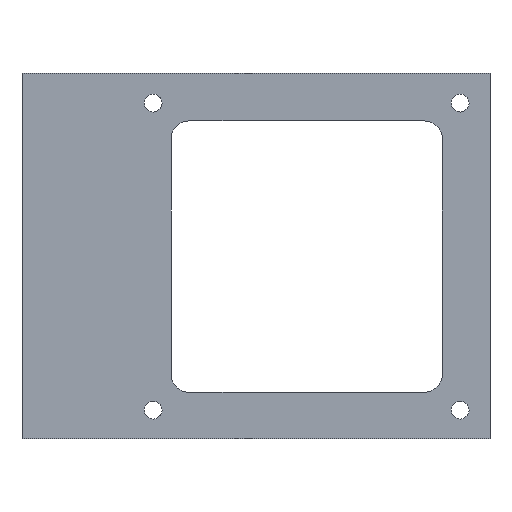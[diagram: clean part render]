
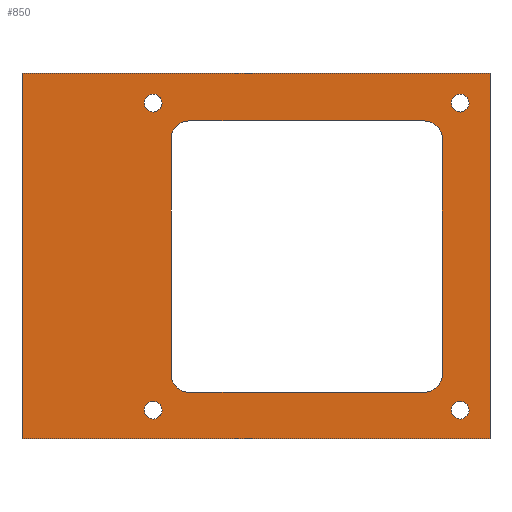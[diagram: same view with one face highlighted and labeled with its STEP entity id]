
A CAD part, front view. The second image highlights one B-rep face of the part: STEP entity #850.
In plain terms, the highlighted planar face has unit normal (0, -1, 0).
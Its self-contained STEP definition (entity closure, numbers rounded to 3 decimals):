
#24=FACE_BOUND('',#159,.T.);
#25=FACE_BOUND('',#160,.T.);
#26=FACE_BOUND('',#161,.T.);
#27=FACE_BOUND('',#162,.T.);
#28=FACE_BOUND('',#163,.T.);
#51=PLANE('',#951);
#107=FACE_OUTER_BOUND('',#158,.T.);
#158=EDGE_LOOP('',(#788,#789,#790,#791));
#159=EDGE_LOOP('',(#792,#793,#794,#795,#796,#797,#798,#799));
#160=EDGE_LOOP('',(#800));
#161=EDGE_LOOP('',(#801));
#162=EDGE_LOOP('',(#802));
#163=EDGE_LOOP('',(#803));
#179=LINE('',#1259,#262);
#184=LINE('',#1274,#267);
#186=LINE('',#1282,#269);
#189=LINE('',#1291,#272);
#237=LINE('',#1417,#320);
#240=LINE('',#1423,#323);
#243=LINE('',#1429,#326);
#246=LINE('',#1433,#329);
#262=VECTOR('',#1023,10.);
#267=VECTOR('',#1036,10.);
#269=VECTOR('',#1046,10.);
#272=VECTOR('',#1057,10.);
#320=VECTOR('',#1173,10.);
#323=VECTOR('',#1178,10.);
#326=VECTOR('',#1183,10.);
#329=VECTOR('',#1188,10.);
#343=CIRCLE('',#899,3.);
#345=CIRCLE('',#903,3.);
#347=CIRCLE('',#907,3.);
#349=CIRCLE('',#911,3.);
#352=CIRCLE('',#917,1.5);
#356=CIRCLE('',#925,1.5);
#360=CIRCLE('',#933,1.5);
#363=CIRCLE('',#940,1.5);
#385=VERTEX_POINT('',#1249);
#386=VERTEX_POINT('',#1251);
#388=VERTEX_POINT('',#1257);
#391=VERTEX_POINT('',#1264);
#392=VERTEX_POINT('',#1266);
#394=VERTEX_POINT('',#1272);
#396=VERTEX_POINT('',#1278);
#398=VERTEX_POINT('',#1287);
#406=VERTEX_POINT('',#1309);
#416=VERTEX_POINT('',#1338);
#426=VERTEX_POINT('',#1367);
#436=VERTEX_POINT('',#1395);
#441=VERTEX_POINT('',#1414);
#442=VERTEX_POINT('',#1416);
#444=VERTEX_POINT('',#1422);
#446=VERTEX_POINT('',#1428);
#472=EDGE_CURVE('',#385,#386,#343,.T.);
#476=EDGE_CURVE('',#385,#388,#179,.T.);
#479=EDGE_CURVE('',#391,#392,#345,.T.);
#483=EDGE_CURVE('',#391,#394,#184,.T.);
#486=EDGE_CURVE('',#396,#394,#347,.T.);
#487=EDGE_CURVE('',#396,#386,#186,.T.);
#491=EDGE_CURVE('',#398,#388,#349,.T.);
#492=EDGE_CURVE('',#398,#392,#189,.T.);
#502=EDGE_CURVE('',#406,#406,#352,.T.);
#517=EDGE_CURVE('',#416,#416,#356,.T.);
#532=EDGE_CURVE('',#426,#426,#360,.T.);
#546=EDGE_CURVE('',#436,#436,#363,.T.);
#556=EDGE_CURVE('',#442,#441,#237,.T.);
#559=EDGE_CURVE('',#444,#442,#240,.T.);
#562=EDGE_CURVE('',#446,#444,#243,.T.);
#565=EDGE_CURVE('',#441,#446,#246,.T.);
#788=ORIENTED_EDGE('',*,*,#565,.T.);
#789=ORIENTED_EDGE('',*,*,#562,.T.);
#790=ORIENTED_EDGE('',*,*,#559,.T.);
#791=ORIENTED_EDGE('',*,*,#556,.T.);
#792=ORIENTED_EDGE('',*,*,#492,.T.);
#793=ORIENTED_EDGE('',*,*,#479,.F.);
#794=ORIENTED_EDGE('',*,*,#483,.T.);
#795=ORIENTED_EDGE('',*,*,#486,.F.);
#796=ORIENTED_EDGE('',*,*,#487,.T.);
#797=ORIENTED_EDGE('',*,*,#472,.F.);
#798=ORIENTED_EDGE('',*,*,#476,.T.);
#799=ORIENTED_EDGE('',*,*,#491,.F.);
#800=ORIENTED_EDGE('',*,*,#532,.T.);
#801=ORIENTED_EDGE('',*,*,#517,.T.);
#802=ORIENTED_EDGE('',*,*,#502,.T.);
#803=ORIENTED_EDGE('',*,*,#546,.T.);
#850=ADVANCED_FACE('',(#107,#24,#25,#26,#27,#28),#51,.T.);
#899=AXIS2_PLACEMENT_3D('',#1252,#1016,#1017);
#903=AXIS2_PLACEMENT_3D('',#1267,#1029,#1030);
#907=AXIS2_PLACEMENT_3D('',#1280,#1042,#1043);
#911=AXIS2_PLACEMENT_3D('',#1289,#1053,#1054);
#917=AXIS2_PLACEMENT_3D('',#1311,#1073,#1074);
#925=AXIS2_PLACEMENT_3D('',#1340,#1100,#1101);
#933=AXIS2_PLACEMENT_3D('',#1369,#1127,#1128);
#940=AXIS2_PLACEMENT_3D('',#1397,#1152,#1153);
#951=AXIS2_PLACEMENT_3D('',#1435,#1191,#1192);
#1016=DIRECTION('center_axis',(0.,-1.,0.));
#1017=DIRECTION('ref_axis',(0.707,0.,-0.707));
#1023=DIRECTION('',(-1.,0.,0.));
#1029=DIRECTION('center_axis',(0.,-1.,0.));
#1030=DIRECTION('ref_axis',(-0.707,0.,0.707));
#1036=DIRECTION('',(1.,0.,0.));
#1042=DIRECTION('center_axis',(0.,-1.,0.));
#1043=DIRECTION('ref_axis',(0.707,0.,0.707));
#1046=DIRECTION('',(0.,0.,-1.));
#1053=DIRECTION('center_axis',(0.,-1.,0.));
#1054=DIRECTION('ref_axis',(-0.707,0.,-0.707));
#1057=DIRECTION('',(0.,0.,1.));
#1073=DIRECTION('center_axis',(0.,1.,0.));
#1074=DIRECTION('ref_axis',(1.,0.,0.));
#1100=DIRECTION('center_axis',(0.,1.,0.));
#1101=DIRECTION('ref_axis',(1.,0.,0.));
#1127=DIRECTION('center_axis',(0.,1.,0.));
#1128=DIRECTION('ref_axis',(1.,0.,0.));
#1152=DIRECTION('center_axis',(0.,1.,0.));
#1153=DIRECTION('ref_axis',(1.,0.,0.));
#1173=DIRECTION('',(1.,0.,0.));
#1178=DIRECTION('',(0.,0.,-1.));
#1183=DIRECTION('',(-1.,0.,0.));
#1188=DIRECTION('',(0.,0.,1.));
#1191=DIRECTION('center_axis',(0.,-1.,0.));
#1192=DIRECTION('ref_axis',(0.,0.,-1.));
#1249=CARTESIAN_POINT('',(55.5,-12.,-53.5));
#1251=CARTESIAN_POINT('',(58.5,-12.,-50.5));
#1252=CARTESIAN_POINT('Origin',(55.5,-12.,-50.5));
#1257=CARTESIAN_POINT('',(16.,-12.,-53.5));
#1259=CARTESIAN_POINT('',(20.125,-12.,-53.5));
#1264=CARTESIAN_POINT('',(16.,-12.,-8.));
#1266=CARTESIAN_POINT('',(13.,-12.,-11.));
#1267=CARTESIAN_POINT('Origin',(16.,-12.,-11.));
#1272=CARTESIAN_POINT('',(55.5,-12.,-8.));
#1274=CARTESIAN_POINT('',(42.875,-12.,-8.));
#1278=CARTESIAN_POINT('',(58.5,-12.,-11.));
#1280=CARTESIAN_POINT('Origin',(55.5,-12.,-11.));
#1282=CARTESIAN_POINT('',(58.5,-12.,-42.075));
#1287=CARTESIAN_POINT('',(13.,-12.,-50.5));
#1289=CARTESIAN_POINT('Origin',(16.,-12.,-50.5));
#1291=CARTESIAN_POINT('',(13.,-12.,-19.325));
#1309=CARTESIAN_POINT('',(8.5,-12.,-5.));
#1311=CARTESIAN_POINT('Origin',(10.,-12.,-5.));
#1338=CARTESIAN_POINT('',(60.,-12.,-5.));
#1340=CARTESIAN_POINT('Origin',(61.5,-12.,-5.));
#1367=CARTESIAN_POINT('',(60.,-12.,-56.5));
#1369=CARTESIAN_POINT('Origin',(61.5,-12.,-56.5));
#1395=CARTESIAN_POINT('',(8.5,-12.,-56.5));
#1397=CARTESIAN_POINT('Origin',(10.,-12.,-56.5));
#1414=CARTESIAN_POINT('',(66.5,-12.,-61.3));
#1416=CARTESIAN_POINT('',(-12.,-12.,-61.3));
#1417=CARTESIAN_POINT('',(66.5,-12.,-61.3));
#1422=CARTESIAN_POINT('',(-12.,-12.,0.));
#1423=CARTESIAN_POINT('',(-12.,-12.,-61.3));
#1428=CARTESIAN_POINT('',(66.5,-12.,0.));
#1429=CARTESIAN_POINT('',(-12.,-12.,0.));
#1433=CARTESIAN_POINT('',(66.5,-12.,0.));
#1435=CARTESIAN_POINT('Origin',(27.25,-12.,-30.65));
